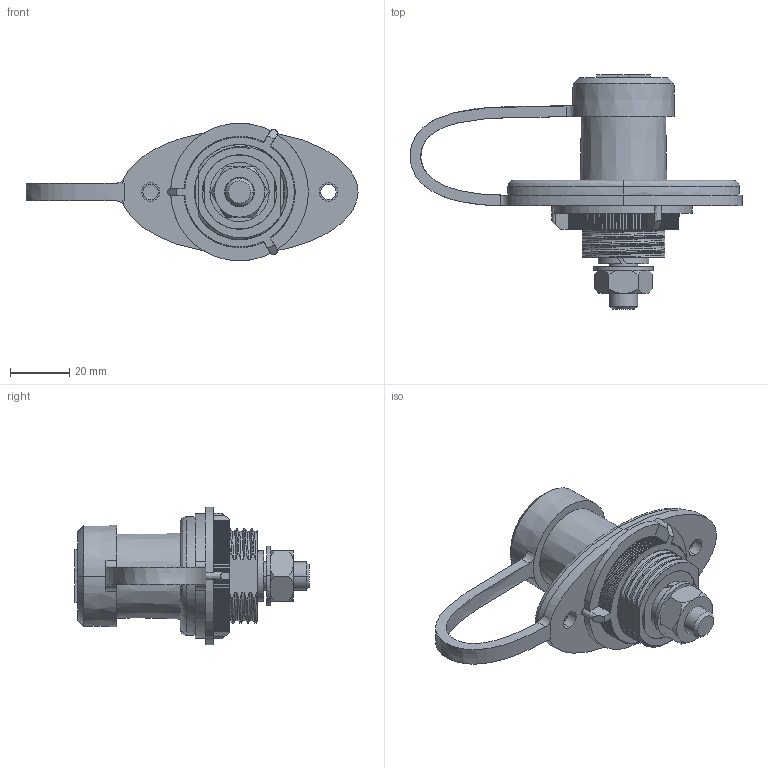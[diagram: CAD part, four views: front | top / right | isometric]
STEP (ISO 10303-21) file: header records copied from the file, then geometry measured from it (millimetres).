
FILE_DESCRIPTION((''),'2;1');
FILE_NAME('BTTP000_ASM','2022-03-28T14:11:26',('Administrator'),(''),'CREO PARAMETRIC BY PTC INC, 2021063','CREO PARAMETRIC BY PTC INC, 2021063','');
FILE_SCHEMA(('CONFIG_CONTROL_DESIGN','SHAPE_APPEARANCE_LAYERS_GROUPS'));
Length unit declared in the file: millimetre
Products named in the file (10): WK_; AZXUANNIU_; TONGP_; TANDIAN_; _00_ASM; CUTZHU; M10LUOMU; DIANP; GUIJIAO; BTTP000_ASM
Assembly tree (9 placements, depth 3):
  BTTP000_ASM
    _00_ASM
      WK_
      AZXUANNIU_
      TONGP_
      TANDIAN_
    CUTZHU
    M10LUOMU
    DIANP
    GUIJIAO
Bounding box: 112.09 x 79.1 x 46.48 mm (x, y, z)
Volume: 62566 mm3; surface area: 38375.1 mm2
Topology: 8 solids, 8 shells, 800 faces, 2220 edges, 1468 vertices
Faces by surface type: plane 457, cone 166, cylinder 75, bspline 70, sphere 12, extrusion 10, torus 10
Entity records: 39112 total; most frequent: CARTESIAN_POINT 17881, ORIENTED_EDGE 4440, DIRECTION 3927, EDGE_CURVE 2220, VERTEX_POINT 1468, VECTOR 1461, LINE 1451, AXIS2_PLACEMENT_3D 1233
